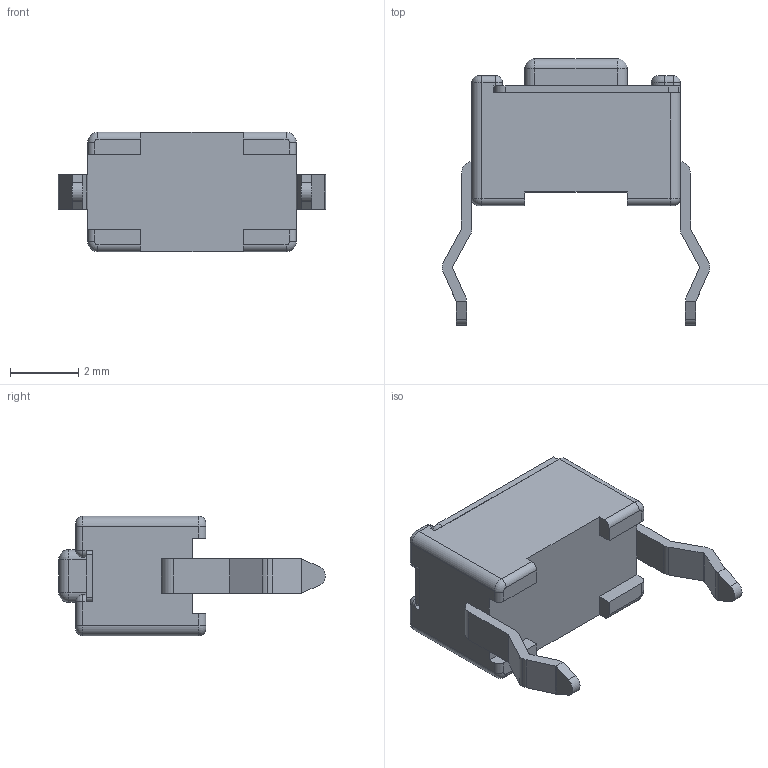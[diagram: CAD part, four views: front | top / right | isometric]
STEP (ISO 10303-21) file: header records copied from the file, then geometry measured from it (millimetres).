
FILE_DESCRIPTION (( 'STEP AP214' ), '1' );
FILE_NAME ('SKHLAC.STEP', '2012-09-28T05:55:27', ( '' ), ( '' ), 'SwSTEP 2.0', 'SolidWorks 2010', '' );
FILE_SCHEMA (( 'AUTOMOTIVE_DESIGN' ));
Length unit declared in the file: millimetre
Products named in the file (1): SKHLAC
Bounding box: 7.82 x 7.8 x 3.5 mm (x, y, z)
Volume: 74.2 mm3; surface area: 150.5 mm2
Topology: 1 solids, 3 shells, 204 faces, 534 edges, 326 vertices
Faces by surface type: plane 104, cylinder 80, sphere 12, torus 8
Entity records: 7048 total; most frequent: DIRECTION 1100, CARTESIAN_POINT 1077, ORIENTED_EDGE 1044, EDGE_CURVE 522, AXIS2_PLACEMENT_3D 381, VECTOR 338, LINE 338, VERTEX_POINT 326
